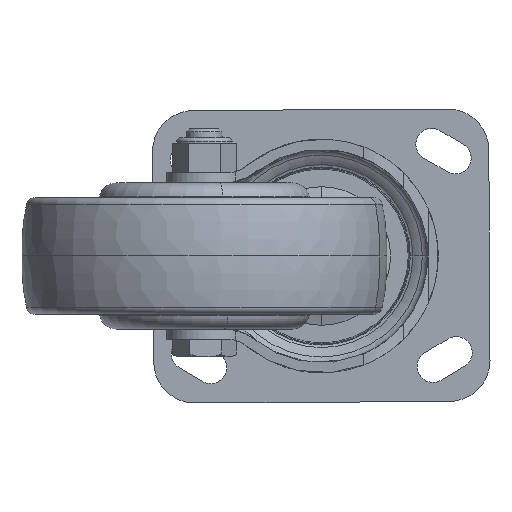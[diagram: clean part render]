
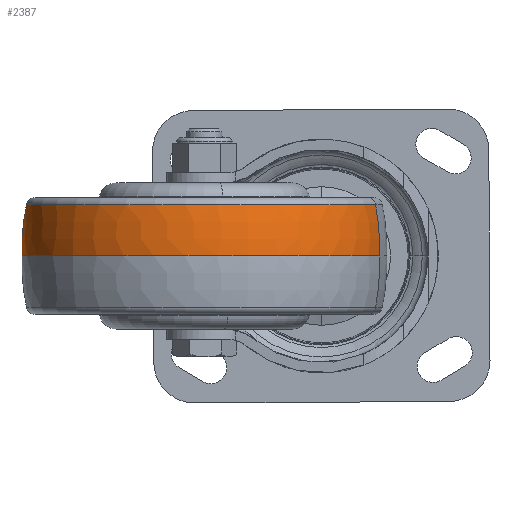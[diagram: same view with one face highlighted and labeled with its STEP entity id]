
A CAD part, front view. The second image highlights one B-rep face of the part: STEP entity #2387.
In plain terms, the highlighted toroidal (fillet/blend) face has major radius 38.756 mm and minor radius 101.256 mm.
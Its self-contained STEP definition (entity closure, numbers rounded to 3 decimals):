
#29 = AXIS2_PLACEMENT_3D ( 'NONE', #16130, #13298, #13392 ) ;
#149 = ORIENTED_EDGE ( 'NONE', *, *, #14989, .F. ) ;
#631 = AXIS2_PLACEMENT_3D ( 'NONE', #1831, #5138, #5053 ) ;
#1296 = CARTESIAN_POINT ( 'NONE',  ( 17.513, 0., 60.977 ) ) ;
#1500 = DIRECTION ( 'NONE',  ( 0., 0., -1. ) ) ;
#1831 = CARTESIAN_POINT ( 'NONE',  ( 0.014, 0., -38.756 ) ) ;
#2235 = AXIS2_PLACEMENT_3D ( 'NONE', #15477, #3482, #9457 ) ;
#2387 = ADVANCED_FACE ( 'NONE', ( #9339 ), #9451, .T. ) ;
#3482 = DIRECTION ( 'NONE',  ( 1., 0., 0. ) ) ;
#4889 = CARTESIAN_POINT ( 'NONE',  ( 0., 0., 0. ) ) ;
#5053 = DIRECTION ( 'NONE',  ( 0., 0., 1. ) ) ;
#5079 = AXIS2_PLACEMENT_3D ( 'NONE', #4889, #14869, #1500 ) ;
#5138 = DIRECTION ( 'NONE',  ( 0., 1., 0. ) ) ;
#6116 = EDGE_CURVE ( 'NONE', #18540, #18607, #7270, .T. ) ;
#7270 = CIRCLE ( 'NONE', #5079, 62.5 ) ;
#7477 = CIRCLE ( 'NONE', #631, 101.256 ) ;
#8067 = CARTESIAN_POINT ( 'NONE',  ( 0.014, 0., 0. ) ) ;
#9102 = CIRCLE ( 'NONE', #2235, 60.977 ) ;
#9339 = FACE_OUTER_BOUND ( 'NONE', #11766, .T. ) ;
#9448 = DIRECTION ( 'NONE',  ( 0., 0., -1. ) ) ;
#9451 = TOROIDAL_SURFACE ( 'NONE', #17832, -38.756, 101.256 ) ;
#9457 = DIRECTION ( 'NONE',  ( 0., 0., -1. ) ) ;
#10248 = EDGE_CURVE ( 'NONE', #12430, #17535, #9102, .T. ) ;
#11094 = DIRECTION ( 'NONE',  ( 1., 0., 0. ) ) ;
#11146 = CARTESIAN_POINT ( 'NONE',  ( 17.513, 0., -60.977 ) ) ;
#11766 = EDGE_LOOP ( 'NONE', ( #149, #14111, #15858, #17035 ) ) ;
#12430 = VERTEX_POINT ( 'NONE', #1296 ) ;
#13298 = DIRECTION ( 'NONE',  ( 0., -1., 0. ) ) ;
#13392 = DIRECTION ( 'NONE',  ( 0., 0., -1. ) ) ;
#14111 = ORIENTED_EDGE ( 'NONE', *, *, #6116, .T. ) ;
#14869 = DIRECTION ( 'NONE',  ( 1., 0., 0. ) ) ;
#14989 = EDGE_CURVE ( 'NONE', #18540, #12430, #7477, .T. ) ;
#15477 = CARTESIAN_POINT ( 'NONE',  ( 17.513, 0., 0. ) ) ;
#15858 = ORIENTED_EDGE ( 'NONE', *, *, #17176, .T. ) ;
#15925 = CIRCLE ( 'NONE', #29, 101.256 ) ;
#16130 = CARTESIAN_POINT ( 'NONE',  ( 0.014, 0., 38.756 ) ) ;
#17035 = ORIENTED_EDGE ( 'NONE', *, *, #10248, .F. ) ;
#17176 = EDGE_CURVE ( 'NONE', #18607, #17535, #15925, .T. ) ;
#17535 = VERTEX_POINT ( 'NONE', #11146 ) ;
#17652 = CARTESIAN_POINT ( 'NONE',  ( 0., 0., 62.5 ) ) ;
#17832 = AXIS2_PLACEMENT_3D ( 'NONE', #8067, #11094, #9448 ) ;
#18238 = CARTESIAN_POINT ( 'NONE',  ( 0., 0., -62.5 ) ) ;
#18540 = VERTEX_POINT ( 'NONE', #17652 ) ;
#18607 = VERTEX_POINT ( 'NONE', #18238 ) ;
